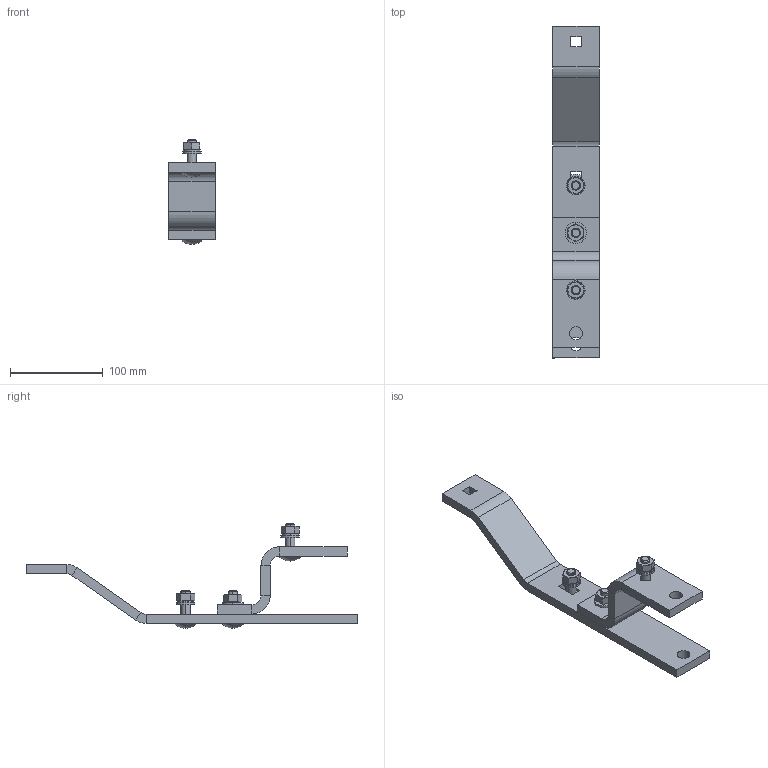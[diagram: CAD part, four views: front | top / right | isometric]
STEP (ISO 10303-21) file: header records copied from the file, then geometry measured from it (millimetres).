
FILE_DESCRIPTION(('STEP AP214'),'1');
FILE_NAME('cctmp_F0BA245E-BA34-4AA2-B83C-1BB54C6A53B5_2024_06_07_11_35_04_0592..stp','2024-06-07T09:35:04',('SIEMENS A&D'),('CADClick - www.CADClick.com'),'Spatial InterOp 3D',' ','unknown authorization');
FILE_SCHEMA(('AUTOMOTIVE_DESIGN'));
Length unit declared in the file: millimetre
Products named in the file (14): cc_unnamed; 2024_06_07_11_35_04_0576; 2024_06_07_11_35_04_0533; 2024_06_07_11_35_04_0495; 2024_06_07_11_35_04_0464; 2024_06_07_11_35_04_0395; 2024_06_07_11_35_04_0364; 2024_06_07_11_35_04_0332; 2024_06_07_11_35_04_0264; 2024_06_07_11_35_04_0233; 2024_06_07_11_35_04_0201; 2024_06_07_11_35_04_0170; 2024_06_07_11_35_04_0108; 2024_06_07_11_35_04_0077
Assembly tree (13 placements, depth 2):
  cc_unnamed
    2024_06_07_11_35_04_0576
    2024_06_07_11_35_04_0533
    2024_06_07_11_35_04_0495
    2024_06_07_11_35_04_0464
    2024_06_07_11_35_04_0395
    2024_06_07_11_35_04_0364
    2024_06_07_11_35_04_0332
    2024_06_07_11_35_04_0264
    2024_06_07_11_35_04_0233
    2024_06_07_11_35_04_0201
    2024_06_07_11_35_04_0170
    2024_06_07_11_35_04_0108
    2024_06_07_11_35_04_0077
Bounding box: 50 x 357.5 x 112.88 mm (x, y, z)
Volume: 290827.5 mm3; surface area: 83869.3 mm2
Topology: 13 solids, 13 shells, 210 faces, 460 edges, 285 vertices
Faces by surface type: plane 118, cylinder 50, cone 36, sphere 6
Entity records: 7859 total; most frequent: CARTESIAN_POINT 1113, DIRECTION 1020, ORIENTED_EDGE 920, EDGE_CURVE 460, AXIS2_PLACEMENT_3D 372, VERTEX_POINT 285, LINE 276, VECTOR 276
